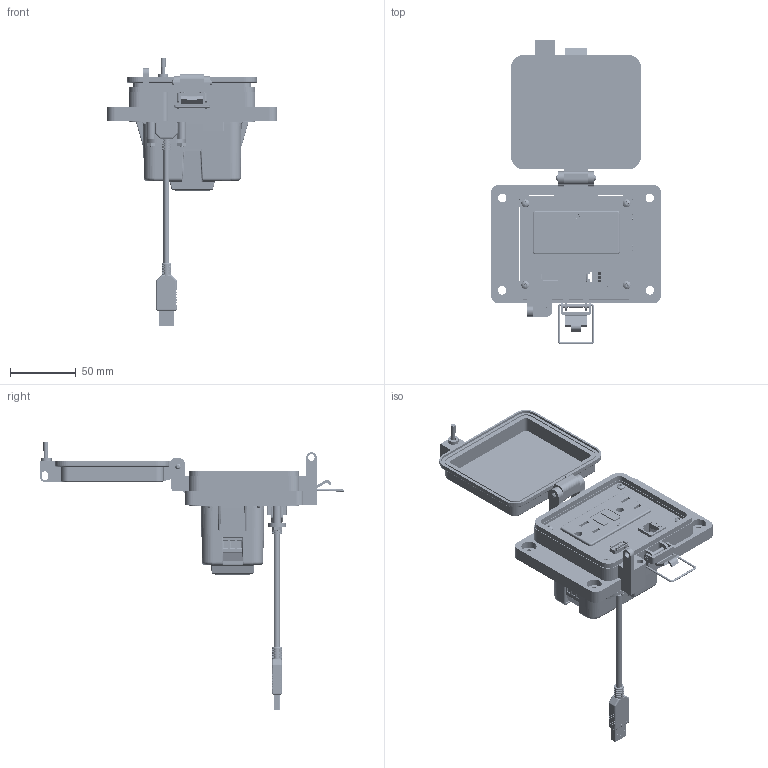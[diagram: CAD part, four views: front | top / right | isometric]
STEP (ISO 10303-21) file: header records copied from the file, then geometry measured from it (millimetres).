
FILE_DESCRIPTION (( 'STEP AP203' ), '1' );
FILE_NAME ('P-P11R2-K3RF0-CXXX_3D.STEP', '2022-07-05T17:18:47', ( '' ), ( '' ), 'SwSTEP 2.0', 'SolidWorks 2021', '' );
FILE_SCHEMA (( 'CONFIG_CONTROL_DESIGN' ));
Length unit declared in the file: millimetre
Products named in the file (20): Z-200-OTLT-RIOF-15A; 92005A124_METRIC PAN HEAD PHILLIPS MACHINE SCREW_92005A124; Z-000-4243316TFP; P-P11R2-K3RF0-CXXX_FP060_1; R2; -K3; P-P11R2-K3RF0-CXXX_3D; Z-001-SPR_1-1_4; Z-002-4401_4HN_90675A005; P-P11R2-K3RF0-CXXX_BP180_1; RF; Z-120-RIOF-SHELL; P11; Z-200-OTLT-GFIH-15A_sheared; P-P11R2-K3RF0-CXXX_TP120_1; P-P11R2-K3RF0-CXXX_TP060_1; Z-020-3047; Z-300-RJ45CAT5; Z-H-K3_B; Z-000-440112FH_90273A119
Assembly tree (26 placements, depth 4):
  P-P11R2-K3RF0-CXXX_3D
    -K3
      Z-H-K3_B
    P-P11R2-K3RF0-CXXX_BP180_1
    P-P11R2-K3RF0-CXXX_FP060_1
    P-P11R2-K3RF0-CXXX_TP060_1
    P-P11R2-K3RF0-CXXX_TP120_1
    Z-000-4243316TFP  x2
    P11
      Z-020-3047
    Z-000-440112FH_90273A119  x2
    Z-001-SPR_1-1_4  x2
    Z-002-4401_4HN_90675A005  x2
    R2
      Z-300-RJ45CAT5
    RF
      Z-200-OTLT-RIOF-15A
        Z-120-RIOF-SHELL
        Z-200-OTLT-GFIH-15A_sheared
    92005A124_METRIC PAN HEAD PHILLIPS MACHINE SCREW_92005A124  x4
Bounding box: 129 x 231.18 x 204.1 mm (x, y, z)
Volume: 305001.7 mm3; surface area: 193135.2 mm2
Topology: 54 solids, 60 shells, 7282 faces, 19423 edges, 12394 vertices
Faces by surface type: plane 2970, cylinder 2639, bspline 1312, cone 214, torus 89, sphere 58
Entity records: 263452 total; most frequent: CARTESIAN_POINT 117564, ORIENTED_EDGE 33212, DIRECTION 25032, EDGE_CURVE 16606, VERTEX_POINT 10557, LINE 9668, VECTOR 9668, AXIS2_PLACEMENT_3D 7682
